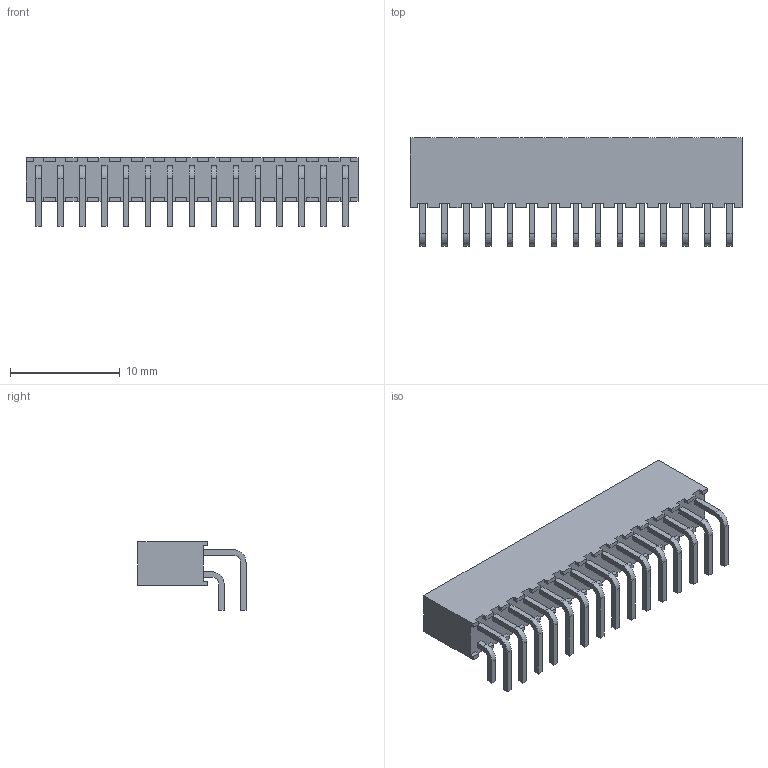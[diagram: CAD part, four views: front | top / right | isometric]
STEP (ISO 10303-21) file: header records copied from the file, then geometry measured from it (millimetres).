
FILE_DESCRIPTION(/* description */ (''),/* implementation_level */ '2;1');
FILE_NAME(/* name */ 'SAMTEC_SQT-115-01-L-D-RA.stp',/* time_stamp */ '2016-06-29T17:32:08+02:00',/* author */ ('bcivel'),/* organization */ (''),/* preprocessor_version */ 'ST-DEVELOPER v16.1',/* originating_system */ 'AutoCAD Mechanical',/* authorisation */ '');
FILE_SCHEMA (('AUTOMOTIVE_DESIGN { 1 0 10303 214 3 1 1 }'));
Length unit declared in the file: millimetre
Products named in the file (1): Product
Bounding box: 30.3 x 9.87 x 6.29 mm (x, y, z)
Volume: 767 mm3; surface area: 1111.3 mm2
Topology: 31 solids, 31 shells, 580 faces, 1464 edges, 976 vertices
Faces by surface type: plane 520, cylinder 60
Entity records: 17157 total; most frequent: CARTESIAN_POINT 3021, ORIENTED_EDGE 2928, DIRECTION 2746, EDGE_CURVE 1464, LINE 1344, VECTOR 1344, VERTEX_POINT 976, AXIS2_PLACEMENT_3D 701
